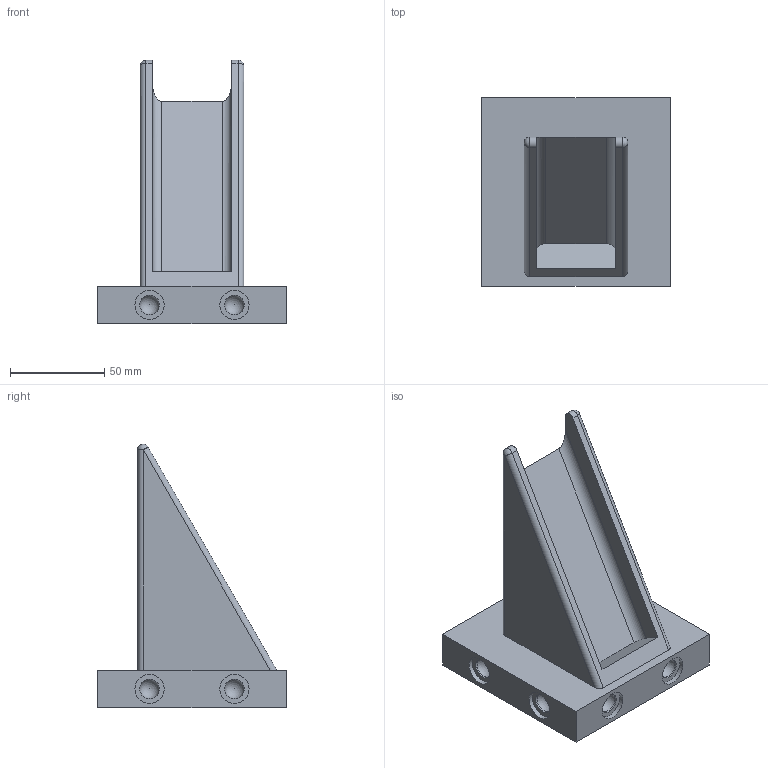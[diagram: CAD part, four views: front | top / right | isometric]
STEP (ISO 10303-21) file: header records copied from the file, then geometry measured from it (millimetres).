
FILE_DESCRIPTION(/* description */ ('STEP AP242','CAx-IF Rec.Pracs.---Representation and Presentation of Product Manufacturing Information (PMI)---4.0---2014-10-13','CAx-IF Rec.Pracs.---3D Tessellated Geometry---0.4---2014-09-14','2;1'),/* implementation_level */ '2;1');
FILE_NAME(/* name */ '68a04a57a2e5bb132771d146',/* time_stamp */ '2025-08-16T09:07:36Z',/* author */ (''),/* organization */ (''),/* preprocessor_version */ 'ST-DEVELOPER v20',/* originating_system */ 'ONSHAPE BY PTC INC, 1.202',/* authorisation */ ' ');
FILE_SCHEMA (('AP242_MANAGED_MODEL_BASED_3D_ENGINEERING_MIM_LF { 1 0 10303 442 1 1 4 }'));
Length unit declared in the file: metre
Products named in the file (3): Assembly; Remote Holding Tile; Tile Base
Assembly tree (2 placements, depth 2):
  Assembly
    Remote Holding Tile
    Tile Base
Bounding box: 100 x 100 x 139.8 mm (x, y, z)
Volume: 257497.7 mm3; surface area: 65410 mm2
Topology: 2 solids, 2 shells, 68 faces, 164 edges, 107 vertices
Faces by surface type: plane 31, cylinder 27, sphere 10
Full cylindrical faces by diameter (mm): 10.5 x8, 15.5 x8
Entity records: 1753 total; most frequent: DIRECTION 315, CARTESIAN_POINT 278, ORIENTED_EDGE 238, AXIS2_PLACEMENT_3D 125, EDGE_CURVE 119, EDGE_LOOP 101, FACE_BOUND 101, VERTEX_POINT 88
